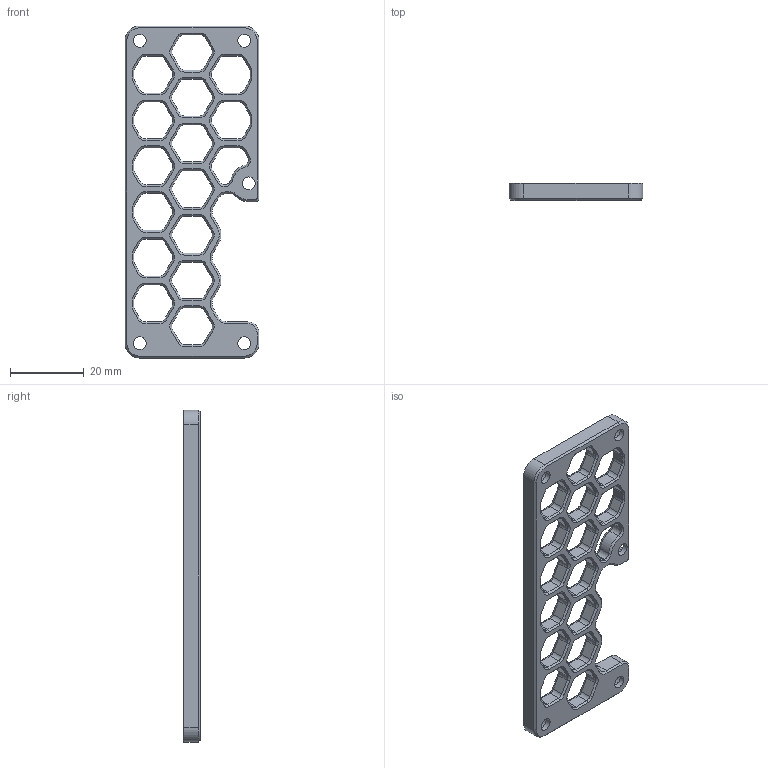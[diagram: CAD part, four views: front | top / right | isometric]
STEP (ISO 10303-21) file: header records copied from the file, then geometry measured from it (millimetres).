
FILE_DESCRIPTION(/* description */ (''),/* implementation_level */ '2;1');
FILE_NAME(/* name */ 'Electronics Cover.step',/* time_stamp */ '2021-06-11T21:39:15+02:00',/* author */ (''),/* organization */ (''),/* preprocessor_version */ 'ST-DEVELOPER v18.1',/* originating_system */ 'Autodesk Translation Framework v10.9.0.1377',/* authorisation */ '');
FILE_SCHEMA (('AUTOMOTIVE_DESIGN { 1 0 10303 214 3 1 1 }'));
Length unit declared in the file: millimetre
Products named in the file (1): Electronics Cover
Bounding box: 36.3 x 4.5 x 90 mm (x, y, z)
Volume: 6172.2 mm3; surface area: 6496.5 mm2
Topology: 1 solids, 1 shells, 709 faces, 1660 edges, 957 vertices
Faces by surface type: plane 245, cylinder 237, cone 122, torus 105
Full cylindrical faces by diameter (mm): 3.5 x5, 6 x4
Entity records: 20050 total; most frequent: DIRECTION 3782, CARTESIAN_POINT 3330, ORIENTED_EDGE 3320, EDGE_CURVE 1660, AXIS2_PLACEMENT_3D 1413, VERTEX_POINT 957, LINE 956, VECTOR 956
